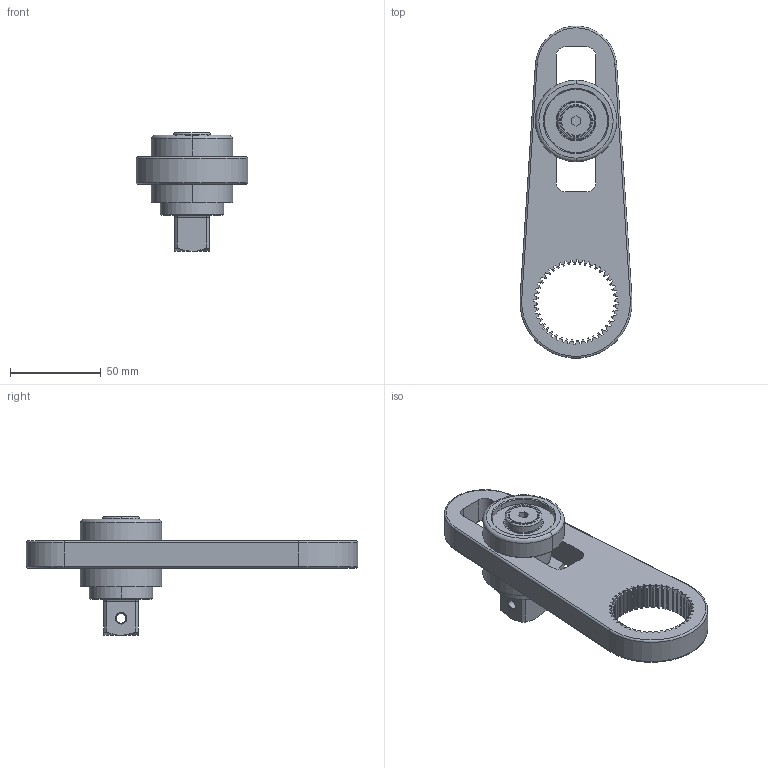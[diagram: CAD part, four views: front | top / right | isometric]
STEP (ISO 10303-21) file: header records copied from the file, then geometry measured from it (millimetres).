
FILE_DESCRIPTION((''),'2;1');
FILE_NAME('6158120620_ASM','2015-03-16T',('gredl'),(''),'PRO/ENGINEER BY PARAMETRIC TECHNOLOGY CORPORATION, 2014200','PRO/ENGINEER BY PARAMETRIC TECHNOLOGY CORPORATION, 2014200','');
FILE_SCHEMA(('AUTOMOTIVE_DESIGN { 1 0 10303 214 1 1 1 1 }'));
Length unit declared in the file: millimetre
Products named in the file (7): 4210449806; 4210447608; 4210449807; 4210449810; 0216195709; 6158120770; 6158120620_ASM
Assembly tree (6 placements, depth 2):
  6158120620_ASM
    4210449806
    4210447608
    4210449807
    4210449810
    0216195709
    6158120770
Bounding box: 61.87 x 183.39 x 65.5 mm (x, y, z)
Volume: 144925.9 mm3; surface area: 47437.1 mm2
Topology: 6 solids, 8 shells, 445 faces, 1186 edges, 763 vertices
Faces by surface type: plane 177, cone 134, cylinder 108, torus 26
Entity records: 20947 total; most frequent: CARTESIAN_POINT 3444, ORIENTED_EDGE 2360, DIRECTION 2288, EDGE_CURVE 1184, PRESENTATION_STYLE_ASSIGNMENT 1165, STYLED_ITEM 1165, CURVE_STYLE 1158, AXIS2_PLACEMENT_3D 840
